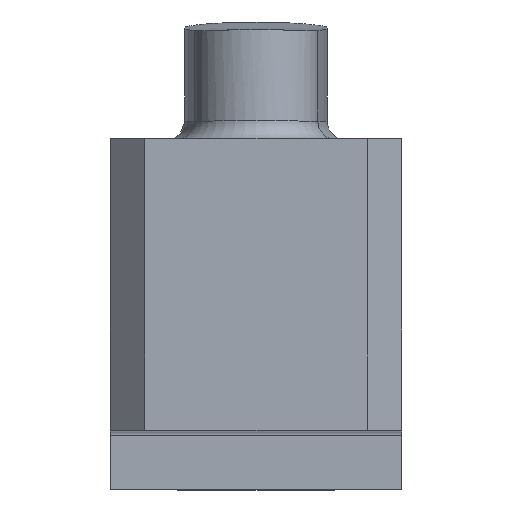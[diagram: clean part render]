
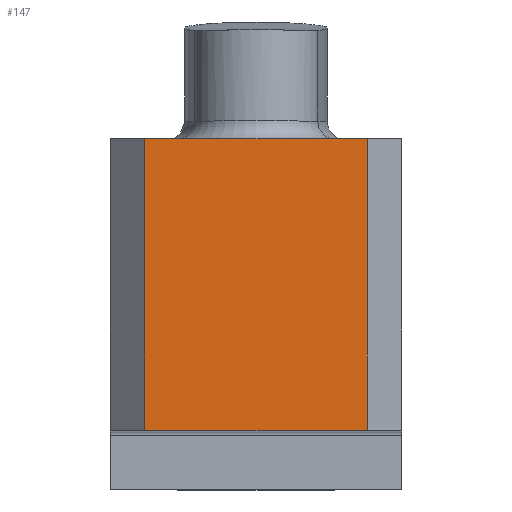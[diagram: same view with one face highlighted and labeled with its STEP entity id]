
A CAD part, top view. The second image highlights one B-rep face of the part: STEP entity #147.
In plain terms, the highlighted planar face has unit normal (0, 0, 1).
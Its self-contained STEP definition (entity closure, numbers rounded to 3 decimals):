
#147=ADVANCED_FACE('CU_BACK_SU1',(#211),#185,.F.);
#185=PLANE('',#943);
#211=FACE_OUTER_BOUND('',#249,.T.);
#249=EDGE_LOOP('',(#424,#425,#426,#427));
#424=ORIENTED_EDGE('',*,*,#703,.F.);
#425=ORIENTED_EDGE('',*,*,#704,.T.);
#426=ORIENTED_EDGE('',*,*,#705,.T.);
#427=ORIENTED_EDGE('',*,*,#706,.F.);
#618=VERTEX_POINT('',#1460);
#619=VERTEX_POINT('',#1461);
#620=VERTEX_POINT('',#1463);
#621=VERTEX_POINT('',#1465);
#703=EDGE_CURVE('',#618,#619,#782,.T.);
#704=EDGE_CURVE('',#618,#620,#783,.T.);
#705=EDGE_CURVE('',#620,#621,#784,.T.);
#706=EDGE_CURVE('',#619,#621,#785,.T.);
#782=LINE('',#1459,#836);
#783=LINE('',#1462,#837);
#784=LINE('',#1464,#838);
#785=LINE('',#1466,#839);
#836=VECTOR('',#1110,1.);
#837=VECTOR('',#1111,1.);
#838=VECTOR('',#1112,1.);
#839=VECTOR('',#1113,1.);
#943=AXIS2_PLACEMENT_3D('',#1467,#1114,#1115);
#1110=DIRECTION('',(0.,1.,0.));
#1111=DIRECTION('',(1.,0.,0.));
#1112=DIRECTION('',(0.,1.,0.));
#1113=DIRECTION('',(1.,0.,0.));
#1114=DIRECTION('',(0.,0.,-1.));
#1115=DIRECTION('',(-1.,0.,0.));
#1459=CARTESIAN_POINT('',(-22.325,0.,0.));
#1460=CARTESIAN_POINT('',(-22.325,0.,0.));
#1461=CARTESIAN_POINT('',(-22.325,25.325,0.));
#1462=CARTESIAN_POINT('',(-110.,0.,0.));
#1463=CARTESIAN_POINT('',(-3.,0.,0.));
#1464=CARTESIAN_POINT('',(-3.,0.,0.));
#1465=CARTESIAN_POINT('',(-3.,25.325,0.));
#1466=CARTESIAN_POINT('',(-110.,25.325,0.));
#1467=CARTESIAN_POINT('',(23.266,45.325,0.));
